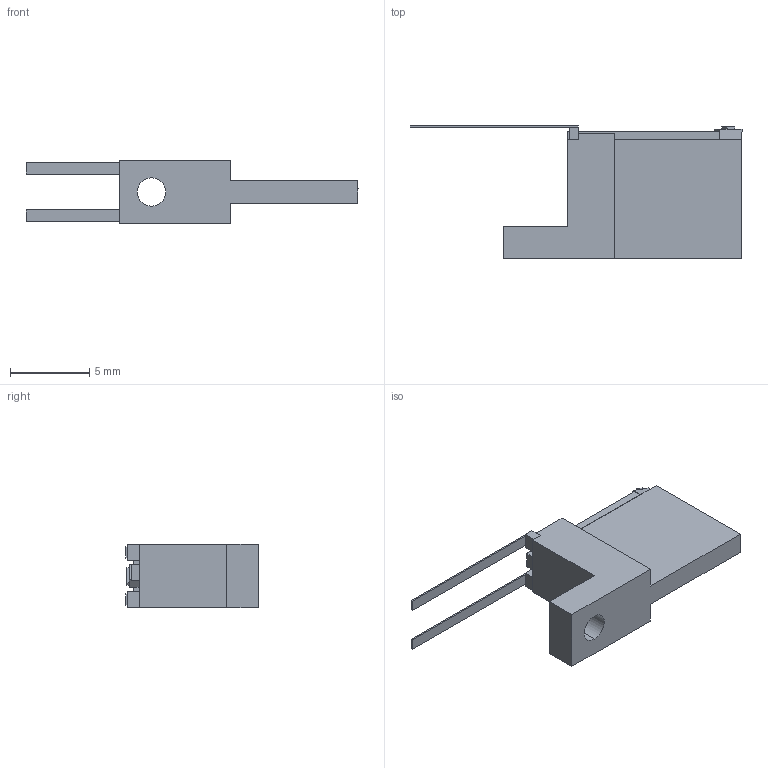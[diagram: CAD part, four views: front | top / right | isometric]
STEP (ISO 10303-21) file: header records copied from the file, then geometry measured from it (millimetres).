
FILE_DESCRIPTION (( 'STEP AP214' ), '1' );
FILE_NAME ('20253.STEP', '2010-02-18T17:52:04', ( ' ' ), ( ' ' ), 'SwSTEP 2.0', 'SolidWorks 2009', '' );
FILE_SCHEMA (( 'AUTOMOTIVE_DESIGN' ));
Length unit declared in the file: millimetre
Products named in the file (10): 32139-000; PM-00068; 32150-000; 20253; 32138-000; PM-00063; PM-00052; PA-00039; PE-00013; PA-00077
Assembly tree (10 placements, depth 4):
  20253
    PM-00063
    PA-00039
      PM-00052
      PE-00013
    PA-00077
      32150-000  x2
        32138-000
        32139-000
      PM-00068
Bounding box: 20.9 x 8.36 x 4 mm (x, y, z)
Volume: 211.6 mm3; surface area: 410.9 mm2
Topology: 8 solids, 8 shells, 86 faces, 212 edges, 148 vertices
Faces by surface type: plane 84, cylinder 2
Entity records: 3097 total; most frequent: CARTESIAN_POINT 424, ORIENTED_EDGE 376, DIRECTION 372, EDGE_CURVE 188, LINE 176, VECTOR 176, VERTEX_POINT 132, AXIS2_PLACEMENT_3D 98
